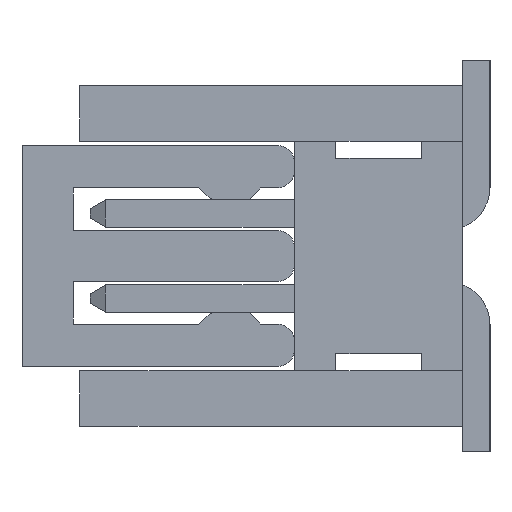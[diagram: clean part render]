
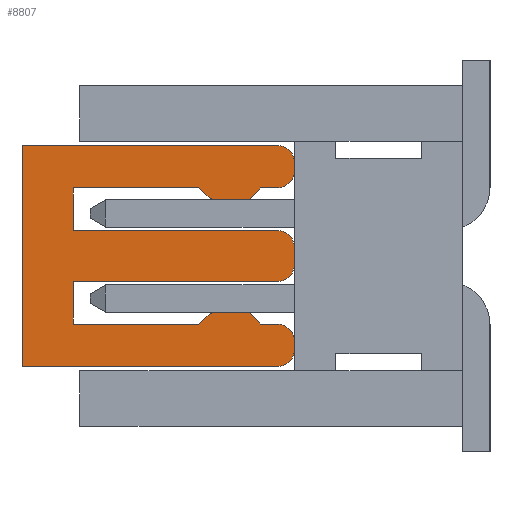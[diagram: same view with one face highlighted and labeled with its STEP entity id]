
A CAD part, left-side view. The second image highlights one B-rep face of the part: STEP entity #8807.
In plain terms, the highlighted planar face has unit normal (-1, 0, 0).
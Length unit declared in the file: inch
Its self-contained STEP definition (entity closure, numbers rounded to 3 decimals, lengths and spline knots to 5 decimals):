
#44=CIRCLE('',#9305,0.01);
#46=CIRCLE('',#9309,0.01);
#48=CIRCLE('',#9319,0.01);
#50=CIRCLE('',#9323,0.01);
#52=CIRCLE('',#9333,0.01);
#54=CIRCLE('',#9337,0.01);
#252=ORIENTED_EDGE('',*,*,#2710,.F.);
#253=ORIENTED_EDGE('',*,*,#2786,.F.);
#254=ORIENTED_EDGE('',*,*,#2783,.F.);
#255=ORIENTED_EDGE('',*,*,#2780,.F.);
#256=ORIENTED_EDGE('',*,*,#2777,.F.);
#257=ORIENTED_EDGE('',*,*,#2774,.F.);
#258=ORIENTED_EDGE('',*,*,#2771,.F.);
#259=ORIENTED_EDGE('',*,*,#2768,.F.);
#260=ORIENTED_EDGE('',*,*,#2765,.F.);
#261=ORIENTED_EDGE('',*,*,#2762,.F.);
#262=ORIENTED_EDGE('',*,*,#2759,.F.);
#263=ORIENTED_EDGE('',*,*,#2756,.F.);
#264=ORIENTED_EDGE('',*,*,#2753,.F.);
#265=ORIENTED_EDGE('',*,*,#2750,.F.);
#266=ORIENTED_EDGE('',*,*,#2747,.F.);
#267=ORIENTED_EDGE('',*,*,#2744,.F.);
#268=ORIENTED_EDGE('',*,*,#2741,.F.);
#269=ORIENTED_EDGE('',*,*,#2738,.F.);
#270=ORIENTED_EDGE('',*,*,#2735,.F.);
#271=ORIENTED_EDGE('',*,*,#2732,.F.);
#272=ORIENTED_EDGE('',*,*,#2729,.F.);
#273=ORIENTED_EDGE('',*,*,#2726,.F.);
#274=ORIENTED_EDGE('',*,*,#2723,.F.);
#275=ORIENTED_EDGE('',*,*,#2720,.F.);
#276=ORIENTED_EDGE('',*,*,#2717,.F.);
#277=ORIENTED_EDGE('',*,*,#2714,.F.);
#2710=EDGE_CURVE('',#4004,#4005,#4836,.T.);
#2714=EDGE_CURVE('',#4005,#4008,#4840,.T.);
#2717=EDGE_CURVE('',#4008,#4010,#44,.T.);
#2720=EDGE_CURVE('',#4010,#4012,#4844,.T.);
#2723=EDGE_CURVE('',#4012,#4014,#46,.T.);
#2726=EDGE_CURVE('',#4014,#4016,#4848,.T.);
#2729=EDGE_CURVE('',#4016,#4018,#4851,.T.);
#2732=EDGE_CURVE('',#4018,#4020,#4854,.T.);
#2735=EDGE_CURVE('',#4020,#4022,#4857,.T.);
#2738=EDGE_CURVE('',#4022,#4024,#4860,.T.);
#2741=EDGE_CURVE('',#4024,#4026,#4863,.T.);
#2744=EDGE_CURVE('',#4026,#4028,#4866,.T.);
#2747=EDGE_CURVE('',#4028,#4030,#48,.T.);
#2750=EDGE_CURVE('',#4030,#4032,#4870,.T.);
#2753=EDGE_CURVE('',#4032,#4034,#50,.T.);
#2756=EDGE_CURVE('',#4034,#4036,#4874,.T.);
#2759=EDGE_CURVE('',#4036,#4038,#4877,.T.);
#2762=EDGE_CURVE('',#4038,#4040,#4880,.T.);
#2765=EDGE_CURVE('',#4040,#4042,#4883,.T.);
#2768=EDGE_CURVE('',#4042,#4044,#4886,.T.);
#2771=EDGE_CURVE('',#4044,#4046,#4889,.T.);
#2774=EDGE_CURVE('',#4046,#4048,#4892,.T.);
#2777=EDGE_CURVE('',#4048,#4050,#52,.T.);
#2780=EDGE_CURVE('',#4050,#4052,#4896,.T.);
#2783=EDGE_CURVE('',#4052,#4054,#54,.T.);
#2786=EDGE_CURVE('',#4054,#4004,#4900,.T.);
#4004=VERTEX_POINT('',#12139);
#4005=VERTEX_POINT('',#12140);
#4008=VERTEX_POINT('',#12148);
#4010=VERTEX_POINT('',#12154);
#4012=VERTEX_POINT('',#12160);
#4014=VERTEX_POINT('',#12166);
#4016=VERTEX_POINT('',#12172);
#4018=VERTEX_POINT('',#12178);
#4020=VERTEX_POINT('',#12184);
#4022=VERTEX_POINT('',#12190);
#4024=VERTEX_POINT('',#12196);
#4026=VERTEX_POINT('',#12202);
#4028=VERTEX_POINT('',#12208);
#4030=VERTEX_POINT('',#12214);
#4032=VERTEX_POINT('',#12220);
#4034=VERTEX_POINT('',#12226);
#4036=VERTEX_POINT('',#12232);
#4038=VERTEX_POINT('',#12238);
#4040=VERTEX_POINT('',#12244);
#4042=VERTEX_POINT('',#12250);
#4044=VERTEX_POINT('',#12256);
#4046=VERTEX_POINT('',#12262);
#4048=VERTEX_POINT('',#12268);
#4050=VERTEX_POINT('',#12274);
#4052=VERTEX_POINT('',#12280);
#4054=VERTEX_POINT('',#12286);
#4836=LINE('',#12138,#6078);
#4840=LINE('',#12147,#6082);
#4844=LINE('',#12159,#6086);
#4848=LINE('',#12171,#6090);
#4851=LINE('',#12177,#6093);
#4854=LINE('',#12183,#6096);
#4857=LINE('',#12189,#6099);
#4860=LINE('',#12195,#6102);
#4863=LINE('',#12201,#6105);
#4866=LINE('',#12207,#6108);
#4870=LINE('',#12219,#6112);
#4874=LINE('',#12231,#6116);
#4877=LINE('',#12237,#6119);
#4880=LINE('',#12243,#6122);
#4883=LINE('',#12249,#6125);
#4886=LINE('',#12255,#6128);
#4889=LINE('',#12261,#6131);
#4892=LINE('',#12267,#6134);
#4896=LINE('',#12279,#6138);
#4900=LINE('',#12291,#6142);
#6078=VECTOR('',#9836,39.37008);
#6082=VECTOR('',#9842,39.37008);
#6086=VECTOR('',#9854,39.37008);
#6090=VECTOR('',#9866,39.37008);
#6093=VECTOR('',#9871,39.37008);
#6096=VECTOR('',#9876,39.37008);
#6099=VECTOR('',#9881,39.37008);
#6102=VECTOR('',#9886,39.37008);
#6105=VECTOR('',#9891,39.37008);
#6108=VECTOR('',#9896,39.37008);
#6112=VECTOR('',#9908,39.37008);
#6116=VECTOR('',#9920,39.37008);
#6119=VECTOR('',#9925,39.37008);
#6122=VECTOR('',#9930,39.37008);
#6125=VECTOR('',#9935,39.37008);
#6128=VECTOR('',#9940,39.37008);
#6131=VECTOR('',#9945,39.37008);
#6134=VECTOR('',#9950,39.37008);
#6138=VECTOR('',#9962,39.37008);
#6142=VECTOR('',#9974,39.37008);
#7347=EDGE_LOOP('',(#252,#253,#254,#255,#256,#257,#258,#259,#260,#261,#262,
#263,#264,#265,#266,#267,#268,#269,#270,#271,#272,#273,#274,#275,#276,#277));
#7853=FACE_BOUND('',#7347,.T.);
#8353=PLANE('',#9341);
#8807=ADVANCED_FACE('',(#7853),#8353,.F.);
#9305=AXIS2_PLACEMENT_3D('',#12153,#9847,#9848);
#9309=AXIS2_PLACEMENT_3D('',#12165,#9859,#9860);
#9319=AXIS2_PLACEMENT_3D('',#12213,#9901,#9902);
#9323=AXIS2_PLACEMENT_3D('',#12225,#9913,#9914);
#9333=AXIS2_PLACEMENT_3D('',#12273,#9955,#9956);
#9337=AXIS2_PLACEMENT_3D('',#12285,#9967,#9968);
#9341=AXIS2_PLACEMENT_3D('',#12294,#9978,#9979);
#9836=DIRECTION('',(0.,0.,1.));
#9842=DIRECTION('',(0.,-1.,0.));
#9847=DIRECTION('',(1.,0.,0.));
#9848=DIRECTION('',(0.,0.,-1.));
#9854=DIRECTION('',(0.,0.,-1.));
#9859=DIRECTION('',(1.,0.,0.));
#9860=DIRECTION('',(0.,0.,-1.));
#9866=DIRECTION('',(0.,1.,0.));
#9871=DIRECTION('',(0.,0.669,-0.743));
#9876=DIRECTION('',(0.,1.,0.));
#9881=DIRECTION('',(0.,0.743,0.669));
#9886=DIRECTION('',(0.,1.,0.));
#9891=DIRECTION('',(0.,0.,-1.));
#9896=DIRECTION('',(0.,-1.,0.));
#9901=DIRECTION('',(1.,0.,0.));
#9902=DIRECTION('',(0.,0.,-1.));
#9908=DIRECTION('',(0.,0.,-1.));
#9913=DIRECTION('',(1.,0.,0.));
#9914=DIRECTION('',(0.,0.,-1.));
#9920=DIRECTION('',(0.,1.,0.));
#9925=DIRECTION('',(0.,0.,-1.));
#9930=DIRECTION('',(0.,-1.,0.));
#9935=DIRECTION('',(0.,-0.743,0.669));
#9940=DIRECTION('',(0.,-1.,0.));
#9945=DIRECTION('',(0.,-0.669,-0.743));
#9950=DIRECTION('',(0.,-1.,0.));
#9955=DIRECTION('',(1.,0.,0.));
#9956=DIRECTION('',(0.,0.,-1.));
#9962=DIRECTION('',(0.,0.,-1.));
#9967=DIRECTION('',(1.,0.,0.));
#9968=DIRECTION('',(0.,0.,-1.));
#9974=DIRECTION('',(0.,1.,0.));
#9978=DIRECTION('',(1.,0.,0.));
#9979=DIRECTION('',(0.,0.,-1.));
#12138=CARTESIAN_POINT('',(-0.1,0.259,-0.065));
#12139=CARTESIAN_POINT('',(-0.1,0.259,-0.065));
#12140=CARTESIAN_POINT('',(-0.1,0.259,0.065));
#12147=CARTESIAN_POINT('',(-0.1,0.259,0.065));
#12148=CARTESIAN_POINT('',(-0.1,0.109,0.065));
#12153=CARTESIAN_POINT('',(-0.1,0.109,0.055));
#12154=CARTESIAN_POINT('',(-0.1,0.099,0.055));
#12159=CARTESIAN_POINT('',(-0.1,0.099,0.055));
#12160=CARTESIAN_POINT('',(-0.1,0.099,0.05));
#12165=CARTESIAN_POINT('',(-0.1,0.109,0.05));
#12166=CARTESIAN_POINT('',(-0.1,0.109,0.04));
#12171=CARTESIAN_POINT('',(-0.1,0.109,0.04));
#12172=CARTESIAN_POINT('',(-0.1,0.119,0.04));
#12177=CARTESIAN_POINT('',(-0.1,0.119,0.04));
#12178=CARTESIAN_POINT('',(-0.1,0.1253,0.033));
#12183=CARTESIAN_POINT('',(-0.1,0.1253,0.033));
#12184=CARTESIAN_POINT('',(-0.1,0.1473,0.033));
#12189=CARTESIAN_POINT('',(-0.1,0.1473,0.033));
#12190=CARTESIAN_POINT('',(-0.1,0.15508,0.04));
#12195=CARTESIAN_POINT('',(-0.1,0.15508,0.04));
#12196=CARTESIAN_POINT('',(-0.1,0.229,0.04));
#12201=CARTESIAN_POINT('',(-0.1,0.229,0.04));
#12202=CARTESIAN_POINT('',(-0.1,0.229,0.015));
#12207=CARTESIAN_POINT('',(-0.1,0.229,0.015));
#12208=CARTESIAN_POINT('',(-0.1,0.109,0.015));
#12213=CARTESIAN_POINT('',(-0.1,0.109,0.005));
#12214=CARTESIAN_POINT('',(-0.1,0.099,0.005));
#12219=CARTESIAN_POINT('',(-0.1,0.099,0.005));
#12220=CARTESIAN_POINT('',(-0.1,0.099,-0.005));
#12225=CARTESIAN_POINT('',(-0.1,0.109,-0.005));
#12226=CARTESIAN_POINT('',(-0.1,0.109,-0.015));
#12231=CARTESIAN_POINT('',(-0.1,0.109,-0.015));
#12232=CARTESIAN_POINT('',(-0.1,0.229,-0.015));
#12237=CARTESIAN_POINT('',(-0.1,0.229,-0.015));
#12238=CARTESIAN_POINT('',(-0.1,0.229,-0.04));
#12243=CARTESIAN_POINT('',(-0.1,0.229,-0.04));
#12244=CARTESIAN_POINT('',(-0.1,0.15508,-0.04));
#12249=CARTESIAN_POINT('',(-0.1,0.15508,-0.04));
#12250=CARTESIAN_POINT('',(-0.1,0.1473,-0.033));
#12255=CARTESIAN_POINT('',(-0.1,0.1473,-0.033));
#12256=CARTESIAN_POINT('',(-0.1,0.1253,-0.033));
#12261=CARTESIAN_POINT('',(-0.1,0.1253,-0.033));
#12262=CARTESIAN_POINT('',(-0.1,0.119,-0.04));
#12267=CARTESIAN_POINT('',(-0.1,0.119,-0.04));
#12268=CARTESIAN_POINT('',(-0.1,0.109,-0.04));
#12273=CARTESIAN_POINT('',(-0.1,0.109,-0.05));
#12274=CARTESIAN_POINT('',(-0.1,0.099,-0.05));
#12279=CARTESIAN_POINT('',(-0.1,0.099,-0.05));
#12280=CARTESIAN_POINT('',(-0.1,0.099,-0.055));
#12285=CARTESIAN_POINT('',(-0.1,0.109,-0.055));
#12286=CARTESIAN_POINT('',(-0.1,0.109,-0.065));
#12291=CARTESIAN_POINT('',(-0.1,0.109,-0.065));
#12294=CARTESIAN_POINT('',(-0.1,0.109,0.055));
